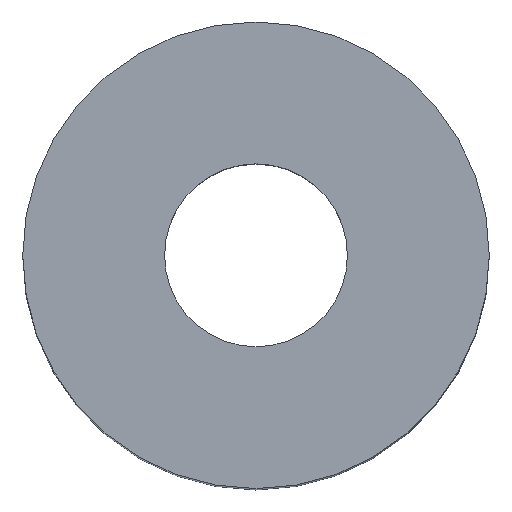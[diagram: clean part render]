
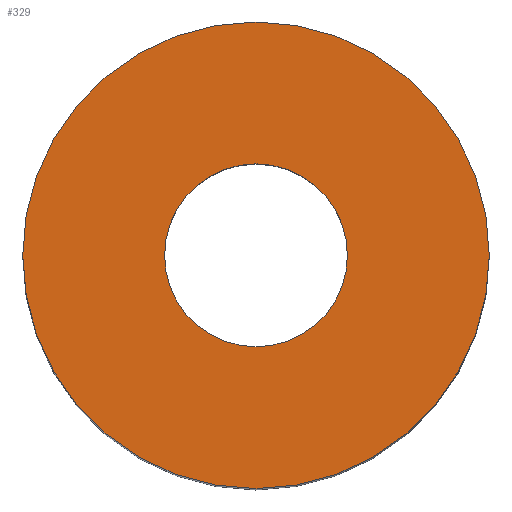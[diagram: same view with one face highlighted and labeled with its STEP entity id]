
A CAD part, top view. The second image highlights one B-rep face of the part: STEP entity #329.
In plain terms, the highlighted planar face has unit normal (0, 0, 1).
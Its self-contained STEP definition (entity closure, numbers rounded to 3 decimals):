
#17=FACE_BOUND('',#69,.T.);
#30=PLANE('',#379);
#48=FACE_OUTER_BOUND('',#68,.T.);
#68=EDGE_LOOP('',(#305));
#69=EDGE_LOOP('',(#306));
#125=CIRCLE('',#346,4.625);
#141=CIRCLE('',#378,11.8);
#143=VERTEX_POINT('',#485);
#171=VERTEX_POINT('',#571);
#174=EDGE_CURVE('',#143,#143,#125,.T.);
#215=EDGE_CURVE('',#171,#171,#141,.T.);
#305=ORIENTED_EDGE('',*,*,#215,.T.);
#306=ORIENTED_EDGE('',*,*,#174,.T.);
#329=ADVANCED_FACE('',(#48,#17),#30,.T.);
#346=AXIS2_PLACEMENT_3D('',#487,#387,#388);
#378=AXIS2_PLACEMENT_3D('',#572,#476,#477);
#379=AXIS2_PLACEMENT_3D('',#574,#479,#480);
#387=DIRECTION('center_axis',(0.,0.,-1.));
#388=DIRECTION('ref_axis',(-1.,0.,0.));
#476=DIRECTION('center_axis',(0.,0.,1.));
#477=DIRECTION('ref_axis',(0.342,-0.94,0.));
#479=DIRECTION('center_axis',(0.,0.,1.));
#480=DIRECTION('ref_axis',(1.,0.,0.));
#485=CARTESIAN_POINT('',(4.625,0.,40.));
#487=CARTESIAN_POINT('Origin',(0.,0.,40.));
#571=CARTESIAN_POINT('',(-4.036,11.088,40.));
#572=CARTESIAN_POINT('Origin',(0.,0.,40.));
#574=CARTESIAN_POINT('Origin',(0.,0.,40.));
